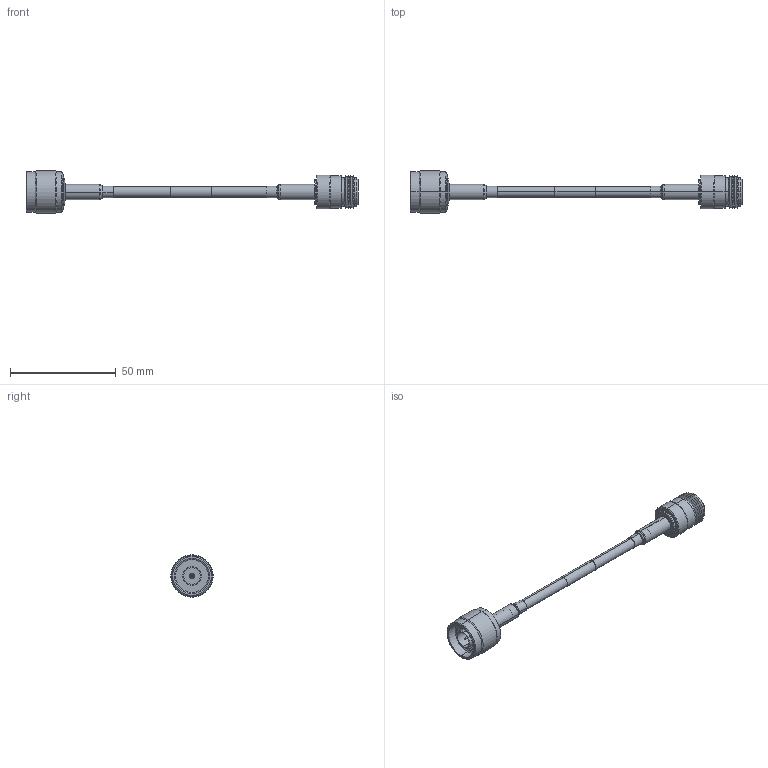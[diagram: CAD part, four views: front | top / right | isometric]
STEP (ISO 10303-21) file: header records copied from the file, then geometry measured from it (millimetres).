
FILE_DESCRIPTION (( 'STEP AP203' ), '1' );
FILE_NAME ('LCCA30671.STEP', '2020-09-25T06:20:36', ( '' ), ( '' ), 'SwSTEP 2.0', 'SolidWorks 2018', '' );
FILE_SCHEMA (( 'CONFIG_CONTROL_DESIGN' ));
Length unit declared in the file: inch
Products named in the file (13): ANM-1700-MA2; ANF-1700-MA2; ANM-1700-MA1; ANF-1700-MA3; RG58C-PROD; ANF-1700-MA1; LCCA30671; ANM-1700_NO PIN; Part3^LCCA30671; ANM-1700-MA3; ANF-1700; CA-195R-MA1_.195"x1"; ANM-1700
Assembly tree (13 placements, depth 3):
  LCCA30671
    RG58C-PROD
    Part3^LCCA30671
    ANM-1700
      ANM-1700_NO PIN
      ANM-1700-MA2
      ANM-1700-MA1
      ANM-1700-MA3
    CA-195R-MA1_.195"x1"  x2
    ANF-1700
      ANF-1700-MA1
      ANF-1700-MA2
      ANF-1700-MA3
Bounding box: 156.8 x 20 x 20 mm (x, y, z)
Volume: 9185.7 mm3; surface area: 10608.5 mm2
Topology: 11 solids, 11 shells, 297 faces, 614 edges, 360 vertices
Faces by surface type: cylinder 116, cone 102, plane 61, torus 16, sphere 2
Entity records: 8967 total; most frequent: CARTESIAN_POINT 1495, DIRECTION 1432, ORIENTED_EDGE 1128, AXIS2_PLACEMENT_3D 611, EDGE_CURVE 564, VERTEX_POINT 336, EDGE_LOOP 322, CIRCLE 318
